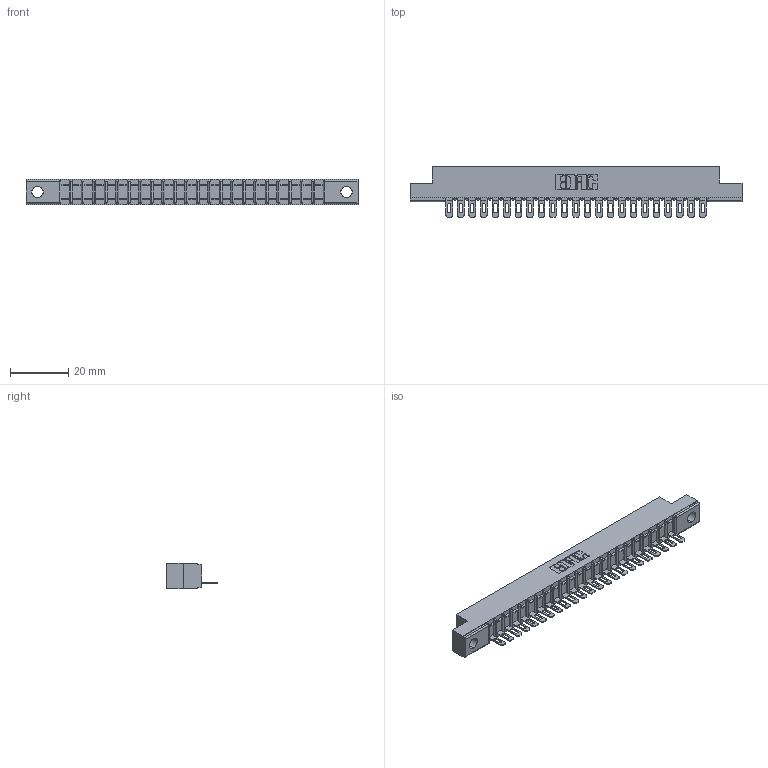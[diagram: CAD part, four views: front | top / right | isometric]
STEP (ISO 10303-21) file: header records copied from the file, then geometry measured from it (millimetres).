
FILE_DESCRIPTION (( 'STEP AP203' ), '1' );
FILE_NAME ('307-023-501-102.STEP', '2019-09-05T00:20:07', ( '' ), ( '' ), 'SwSTEP 2.0', 'SolidWorks 2016', '' );
FILE_SCHEMA (( 'CONFIG_CONTROL_DESIGN' ));
Length unit declared in the file: inch
Products named in the file (3): 307-023-501-102; 307-290-002_501; 307 Part_.128 Dia Mounting Holes
Assembly tree (24 placements, depth 2):
  307-023-501-102
    307 Part_.128 Dia Mounting Holes
    307-290-002_501  x23
Bounding box: 114.15 x 17.42 x 8.71 mm (x, y, z)
Volume: 7468.5 mm3; surface area: 13642.6 mm2
Topology: 24 solids, 24 shells, 1890 faces, 5797 edges, 3798 vertices
Faces by surface type: plane 1082, cylinder 760, sphere 48
Entity records: 22856 total; most frequent: CARTESIAN_POINT 3852, ORIENTED_EDGE 3842, DIRECTION 3755, EDGE_CURVE 1921, VECTOR 1457, LINE 1457, VERTEX_POINT 1246, AXIS2_PLACEMENT_3D 1149
